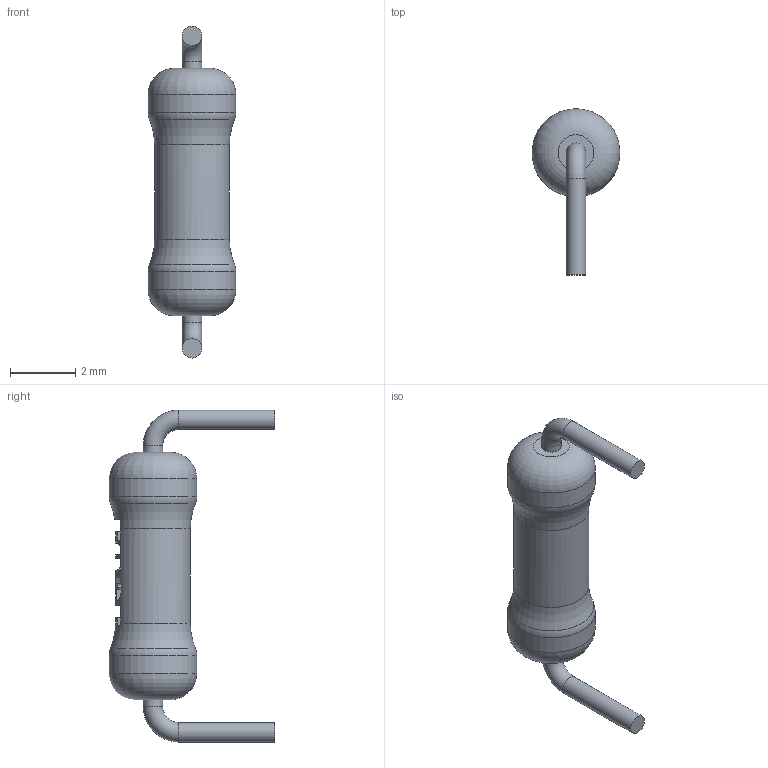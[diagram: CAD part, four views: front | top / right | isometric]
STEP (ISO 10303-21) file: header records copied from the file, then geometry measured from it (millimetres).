
FILE_DESCRIPTION (( 'STEP AP214' ), '1' );
FILE_NAME ('FUSE.STEP', '2025-03-11T01:54:55', ( '' ), ( '' ), 'SwSTEP 2.0', 'SolidWorks 2022', '' );
FILE_SCHEMA (( 'AUTOMOTIVE_DESIGN' ));
Length unit declared in the file: millimetre
Products named in the file (1): FUSE
Bounding box: 2.7 x 5.1 x 10.2 mm (x, y, z)
Volume: 36.9 mm3; surface area: 85.9 mm2
Topology: 1 solids, 1 shells, 79 faces, 214 edges, 139 vertices
Faces by surface type: plane 42, bspline 19, cylinder 10, torus 8
Full cylindrical faces by diameter (mm): 0.6 x4, 2.3 x1, 2.7 x2
Entity records: 4169 total; most frequent: CARTESIAN_POINT 1544, ORIENTED_EDGE 374, DIRECTION 300, EDGE_CURVE 187, VERTEX_POINT 130, LINE 102, VECTOR 102, AXIS2_PLACEMENT_3D 99
